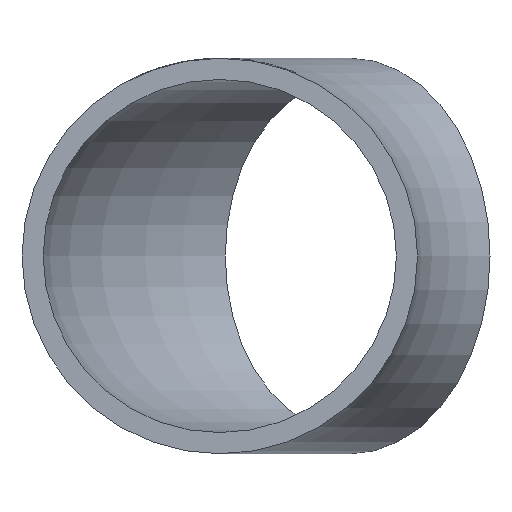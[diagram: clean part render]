
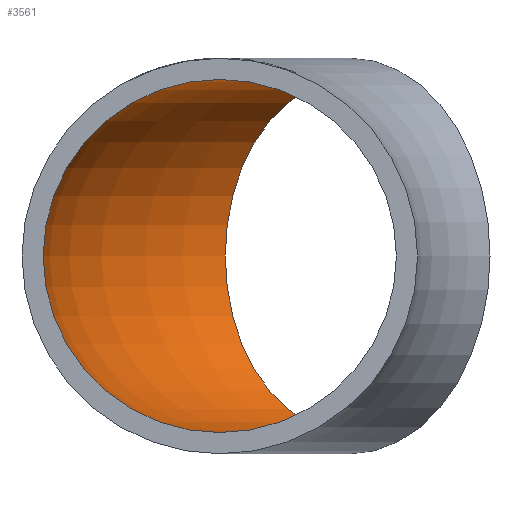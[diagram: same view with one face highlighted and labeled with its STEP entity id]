
A CAD part, front view. The second image highlights one B-rep face of the part: STEP entity #3561.
In plain terms, the highlighted toroidal (fillet/blend) face has major radius 31.5 mm and minor radius 12.5 mm.
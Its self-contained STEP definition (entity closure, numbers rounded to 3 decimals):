
#221 = AXIS2_PLACEMENT_3D ( 'NONE', #8963, #13220, #2661 ) ;
#1235 = ORIENTED_EDGE ( 'NONE', *, *, #7942, .F. ) ;
#1411 = EDGE_CURVE ( 'NONE', #7087, #7087, #5067, .T. ) ;
#1542 = TOROIDAL_SURFACE ( 'NONE', #3284, 31.5, 12.5 ) ;
#1772 = DIRECTION ( 'NONE',  ( -1., 0., 0. ) ) ;
#2661 = DIRECTION ( 'NONE',  ( -0.707, 0.707, 0. ) ) ;
#3284 = AXIS2_PLACEMENT_3D ( 'NONE', #10081, #3753, #1772 ) ;
#3561 = ADVANCED_FACE ( 'NONE', ( #6099, #8072 ), #1542, .F. ) ;
#3595 = ORIENTED_EDGE ( 'NONE', *, *, #1411, .T. ) ;
#3753 = DIRECTION ( 'NONE',  ( 0., 0., -1. ) ) ;
#4289 = EDGE_LOOP ( 'NONE', ( #1235 ) ) ;
#4798 = VERTEX_POINT ( 'NONE', #12170 ) ;
#5067 = CIRCLE ( 'NONE', #221, 12.5 ) ;
#6099 = FACE_OUTER_BOUND ( 'NONE', #6566, .T. ) ;
#6566 = EDGE_LOOP ( 'NONE', ( #3595 ) ) ;
#7087 = VERTEX_POINT ( 'NONE', #9172 ) ;
#7792 = AXIS2_PLACEMENT_3D ( 'NONE', #7804, #8006, #7873 ) ;
#7804 = CARTESIAN_POINT ( 'NONE',  ( -31.5, 0., 0. ) ) ;
#7873 = DIRECTION ( 'NONE',  ( 0., 0., 1. ) ) ;
#7942 = EDGE_CURVE ( 'NONE', #4798, #4798, #10445, .T. ) ;
#8006 = DIRECTION ( 'NONE',  ( 0., 1., 0. ) ) ;
#8072 = FACE_OUTER_BOUND ( 'NONE', #4289, .T. ) ;
#8963 = CARTESIAN_POINT ( 'NONE',  ( -22.274, 22.274, 0. ) ) ;
#9172 = CARTESIAN_POINT ( 'NONE',  ( -31.113, 31.113, 0. ) ) ;
#10081 = CARTESIAN_POINT ( 'NONE',  ( 0., 0., 0. ) ) ;
#10445 = CIRCLE ( 'NONE', #7792, 12.5 ) ;
#12170 = CARTESIAN_POINT ( 'NONE',  ( -31.5, 0., 12.5 ) ) ;
#13220 = DIRECTION ( 'NONE',  ( 0.707, 0.707, 0. ) ) ;
